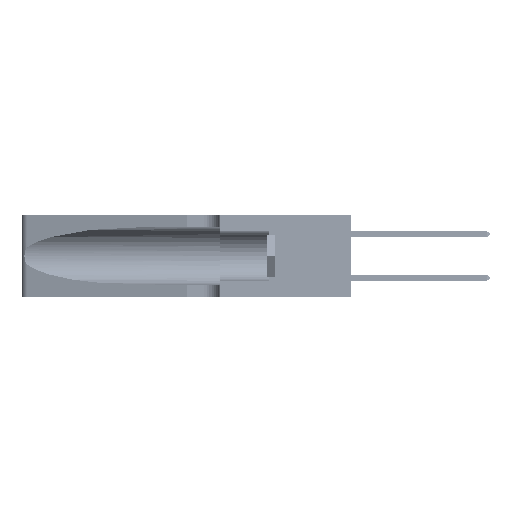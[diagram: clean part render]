
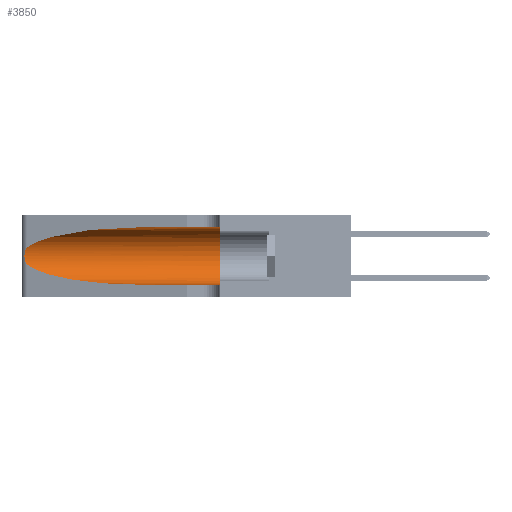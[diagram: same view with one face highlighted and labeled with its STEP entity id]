
A CAD part, left-side view. The second image highlights one B-rep face of the part: STEP entity #3850.
In plain terms, the highlighted cylindrical face has radius 3.308 mm (diameter 6.617 mm), a partial arc.
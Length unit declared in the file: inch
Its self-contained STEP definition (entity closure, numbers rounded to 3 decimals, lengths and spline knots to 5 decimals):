
#674 = CARTESIAN_POINT ( 'NONE',  ( 0.25639, 1.23184, 0.21858 ) ) ;
#843 = CARTESIAN_POINT ( 'NONE',  ( 0.25555, 1.22994, 0.2215 ) ) ;
#941 = EDGE_CURVE ( 'NONE', #19272, #45792, #31223, .T. ) ;
#1018 = CARTESIAN_POINT ( 'NONE',  ( 0.25854, 1.2359, 0.20912 ) ) ;
#1209 = CARTESIAN_POINT ( 'NONE',  ( 0.25487, 1.22718, 0.14631 ) ) ;
#2746 = CARTESIAN_POINT ( 'NONE',  ( 0.25487, 1.22718, 0.22369 ) ) ;
#2755 = VERTEX_POINT ( 'NONE', #23194 ) ;
#3450 = CARTESIAN_POINT ( 'NONE',  ( 0.2373, 1.15595, 0.28018 ) ) ;
#3850 = ADVANCED_FACE ( 'NONE', ( #34796 ), #10335, .F. ) ;
#4800 = DIRECTION ( 'NONE',  ( 0., -1., 0. ) ) ;
#4801 = CARTESIAN_POINT ( 'NONE',  ( 0.26018, 1.23835, 0.19895 ) ) ;
#5705 = VERTEX_POINT ( 'NONE', #15855 ) ;
#5844 = CIRCLE ( 'NONE', #34685, 0.13025 ) ;
#6223 = CARTESIAN_POINT ( 'NONE',  ( 0.1305, 1.61858, 0.05475 ) ) ;
#7196 = CARTESIAN_POINT ( 'NONE',  ( 0.2373, 1.15595, 0.08982 ) ) ;
#9120 = CARTESIAN_POINT ( 'NONE',  ( 0.25555, 1.22993, 0.14849 ) ) ;
#9291 = CARTESIAN_POINT ( 'NONE',  ( 0.26017, 1.23833, 0.17102 ) ) ;
#10335 = CYLINDRICAL_SURFACE ( 'NONE', #35821, 0.13025 ) ;
#11371 = CARTESIAN_POINT ( 'NONE',  ( 0.1305, 0.72297, 0.05475 ) ) ;
#13096 =( BOUNDED_CURVE ( )  B_SPLINE_CURVE ( 3, ( #18769, #23073, #3450, #2746 ),
 .UNSPECIFIED., .F., .T. ) 
 B_SPLINE_CURVE_WITH_KNOTS ( ( 4, 4 ),
 ( 1.5708, 2.84003 ),
 .UNSPECIFIED. ) 
 CURVE ( )  GEOMETRIC_REPRESENTATION_ITEM ( )  RATIONAL_B_SPLINE_CURVE ( ( 1., 0.87, 0.87, 1. ) ) 
 REPRESENTATION_ITEM ( '' )  );
#13355 = ORIENTED_EDGE ( 'NONE', *, *, #49821, .F. ) ;
#13495 = EDGE_CURVE ( 'NONE', #5705, #2755, #13096, .T. ) ;
#15855 = CARTESIAN_POINT ( 'NONE',  ( 0.1305, 0.72297, 0.31525 ) ) ;
#17323 = CARTESIAN_POINT ( 'NONE',  ( 0.25487, 1.22718, 0.14631 ) ) ;
#17337 = DIRECTION ( 'NONE',  ( 0., 1., 0. ) ) ;
#18090 = EDGE_CURVE ( 'NONE', #45792, #36195, #30319, .T. ) ;
#18769 = CARTESIAN_POINT ( 'NONE',  ( 0.1305, 0.72297, 0.31525 ) ) ;
#19016 = EDGE_CURVE ( 'NONE', #2755, #19272, #38482, .T. ) ;
#19047 = CARTESIAN_POINT ( 'NONE',  ( 0.1305, 0.72297, 0.05475 ) ) ;
#19272 = VERTEX_POINT ( 'NONE', #17323 ) ;
#20525 = DIRECTION ( 'NONE',  ( 0., -1., 0. ) ) ;
#21872 = CARTESIAN_POINT ( 'NONE',  ( 0.25639, 1.23186, 0.15144 ) ) ;
#22820 = CARTESIAN_POINT ( 'NONE',  ( 0.25487, 1.22718, 0.14631 ) ) ;
#23073 = CARTESIAN_POINT ( 'NONE',  ( 0.18966, 0.96281, 0.31525 ) ) ;
#23194 = CARTESIAN_POINT ( 'NONE',  ( 0.25487, 1.22718, 0.22369 ) ) ;
#23287 = DIRECTION ( 'NONE',  ( 0., -1., 0. ) ) ;
#24762 = ORIENTED_EDGE ( 'NONE', *, *, #18090, .T. ) ;
#28137 = ORIENTED_EDGE ( 'NONE', *, *, #941, .T. ) ;
#28993 = CARTESIAN_POINT ( 'NONE',  ( 0.1305, 1.61858, 0.185 ) ) ;
#29434 = CARTESIAN_POINT ( 'NONE',  ( 0.1305, 1.61858, 0.31525 ) ) ;
#29435 = CARTESIAN_POINT ( 'NONE',  ( 0.25787, 1.23484, 0.2124 ) ) ;
#30319 = LINE ( 'NONE', #6223, #51611 ) ;
#31223 =( BOUNDED_CURVE ( )  B_SPLINE_CURVE ( 3, ( #22820, #7196, #31464, #19047 ),
 .UNSPECIFIED., .F., .F. ) 
 B_SPLINE_CURVE_WITH_KNOTS ( ( 4, 4 ),
 ( 3.44316, 4.71239 ),
 .UNSPECIFIED. ) 
 CURVE ( )  GEOMETRIC_REPRESENTATION_ITEM ( )  RATIONAL_B_SPLINE_CURVE ( ( 1., 0.87, 0.87, 1. ) ) 
 REPRESENTATION_ITEM ( '' )  );
#31464 = CARTESIAN_POINT ( 'NONE',  ( 0.18966, 0.96281, 0.05475 ) ) ;
#33576 = CARTESIAN_POINT ( 'NONE',  ( 0.25856, 1.23593, 0.16098 ) ) ;
#34685 = AXIS2_PLACEMENT_3D ( 'NONE', #41963, #17337, #46095 ) ;
#34796 = FACE_OUTER_BOUND ( 'NONE', #37133, .T. ) ;
#35760 = ORIENTED_EDGE ( 'NONE', *, *, #13495, .T. ) ;
#35821 = AXIS2_PLACEMENT_3D ( 'NONE', #28993, #20525, #44996 ) ;
#36195 = VERTEX_POINT ( 'NONE', #37501 ) ;
#37133 = EDGE_LOOP ( 'NONE', ( #35760, #51292, #28137, #24762, #46540, #13355 ) ) ;
#37501 = CARTESIAN_POINT ( 'NONE',  ( 0.1305, 0.35, 0.05475 ) ) ;
#37962 = VECTOR ( 'NONE', #4800, 39.37008 ) ;
#38482 = B_SPLINE_CURVE_WITH_KNOTS ( 'NONE', 3,
 ( #50513, #843, #674, #29435, #1018, #4801, #46516, #45994, #9291, #33576, #41854, #21872, #9120, #1209 ),
 .UNSPECIFIED., .F., .F.,
 ( 4, 2, 2, 2, 2, 2, 4 ),
 ( 0., 0.00027, 0.00053, 0.00107, 0.0016, 0.00187, 0.00214 ),
 .UNSPECIFIED. ) ;
#40246 = VERTEX_POINT ( 'NONE', #53203 ) ;
#41854 = CARTESIAN_POINT ( 'NONE',  ( 0.25789, 1.23486, 0.15765 ) ) ;
#41963 = CARTESIAN_POINT ( 'NONE',  ( 0.1305, 0.35, 0.185 ) ) ;
#43780 = EDGE_CURVE ( 'NONE', #40246, #36195, #5844, .T. ) ;
#44996 = DIRECTION ( 'NONE',  ( 0., 0., -1. ) ) ;
#45792 = VERTEX_POINT ( 'NONE', #11371 ) ;
#45994 = CARTESIAN_POINT ( 'NONE',  ( 0.26075, 1.23896, 0.178 ) ) ;
#46095 = DIRECTION ( 'NONE',  ( 0., 0., 1. ) ) ;
#46516 = CARTESIAN_POINT ( 'NONE',  ( 0.26075, 1.23896, 0.19203 ) ) ;
#46540 = ORIENTED_EDGE ( 'NONE', *, *, #43780, .F. ) ;
#48917 = LINE ( 'NONE', #29434, #37962 ) ;
#49821 = EDGE_CURVE ( 'NONE', #5705, #40246, #48917, .T. ) ;
#50513 = CARTESIAN_POINT ( 'NONE',  ( 0.25487, 1.22718, 0.22369 ) ) ;
#51292 = ORIENTED_EDGE ( 'NONE', *, *, #19016, .T. ) ;
#51611 = VECTOR ( 'NONE', #23287, 39.37008 ) ;
#53203 = CARTESIAN_POINT ( 'NONE',  ( 0.1305, 0.35, 0.31525 ) ) ;
